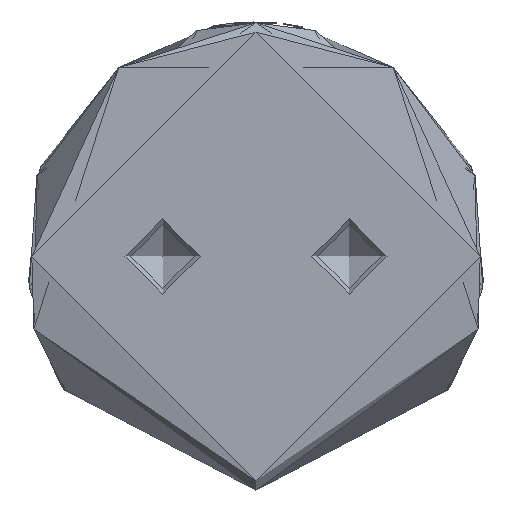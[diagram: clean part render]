
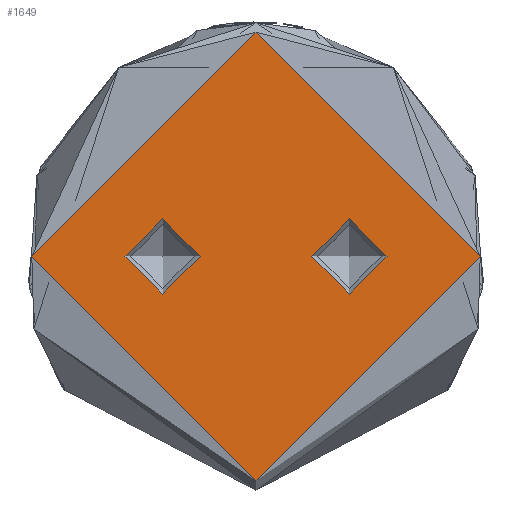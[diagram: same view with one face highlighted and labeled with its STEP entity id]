
A CAD part, front view. The second image highlights one B-rep face of the part: STEP entity #1649.
In plain terms, the highlighted face is planar.
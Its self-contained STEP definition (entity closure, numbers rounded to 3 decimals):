
#287 = CARTESIAN_POINT ( 'NONE',  ( 14.025, 0., 0. ) ) ;
#412 = FACE_BOUND ( 'NONE', #2819, .T. ) ;
#506 = CIRCLE ( 'NONE', #2291, 4.025 ) ;
#543 = FACE_BOUND ( 'NONE', #4619, .T. ) ;
#860 = AXIS2_PLACEMENT_3D ( 'NONE', #3586, #889, #4054 ) ;
#889 = DIRECTION ( 'NONE',  ( 0., 0., -1. ) ) ;
#1108 = AXIS2_PLACEMENT_3D ( 'NONE', #1870, #5074, #2301 ) ;
#1433 = DIRECTION ( 'NONE',  ( 0., 0., 1. ) ) ;
#1649 = ADVANCED_FACE ( 'NONE', ( #543, #412, #4033 ), #3125, .F. ) ;
#1698 = CIRCLE ( 'NONE', #1108, 24. ) ;
#1870 = CARTESIAN_POINT ( 'NONE',  ( 0., 0., 0. ) ) ;
#1871 = EDGE_CURVE ( 'NONE', #5252, #5252, #2822, .T. ) ;
#2291 = AXIS2_PLACEMENT_3D ( 'NONE', #5308, #2532, #5762 ) ;
#2301 = DIRECTION ( 'NONE',  ( 0., -1., 0. ) ) ;
#2506 = VERTEX_POINT ( 'NONE', #3011 ) ;
#2532 = DIRECTION ( 'NONE',  ( 0., 0., 1. ) ) ;
#2785 = EDGE_CURVE ( 'NONE', #5096, #5096, #1698, .T. ) ;
#2819 = EDGE_LOOP ( 'NONE', ( #4454 ) ) ;
#2822 = CIRCLE ( 'NONE', #4925, 4.025 ) ;
#3011 = CARTESIAN_POINT ( 'NONE',  ( -5.975, 0., 0. ) ) ;
#3125 = PLANE ( 'NONE',  #860 ) ;
#3586 = CARTESIAN_POINT ( 'NONE',  ( 0., 24., 0. ) ) ;
#3602 = ORIENTED_EDGE ( 'NONE', *, *, #2785, .T. ) ;
#4033 = FACE_OUTER_BOUND ( 'NONE', #5428, .T. ) ;
#4054 = DIRECTION ( 'NONE',  ( 0., 1., 0. ) ) ;
#4142 = CARTESIAN_POINT ( 'NONE',  ( 10., 0., 0. ) ) ;
#4215 = EDGE_CURVE ( 'NONE', #2506, #2506, #506, .T. ) ;
#4390 = CARTESIAN_POINT ( 'NONE',  ( 0., -24., 0. ) ) ;
#4454 = ORIENTED_EDGE ( 'NONE', *, *, #1871, .F. ) ;
#4617 = DIRECTION ( 'NONE',  ( 1., 0., 0. ) ) ;
#4619 = EDGE_LOOP ( 'NONE', ( #4927 ) ) ;
#4925 = AXIS2_PLACEMENT_3D ( 'NONE', #4142, #1433, #4617 ) ;
#4927 = ORIENTED_EDGE ( 'NONE', *, *, #4215, .F. ) ;
#5074 = DIRECTION ( 'NONE',  ( 0., 0., 1. ) ) ;
#5096 = VERTEX_POINT ( 'NONE', #4390 ) ;
#5252 = VERTEX_POINT ( 'NONE', #287 ) ;
#5308 = CARTESIAN_POINT ( 'NONE',  ( -10., 0., 0. ) ) ;
#5428 = EDGE_LOOP ( 'NONE', ( #3602 ) ) ;
#5762 = DIRECTION ( 'NONE',  ( 1., 0., 0. ) ) ;
